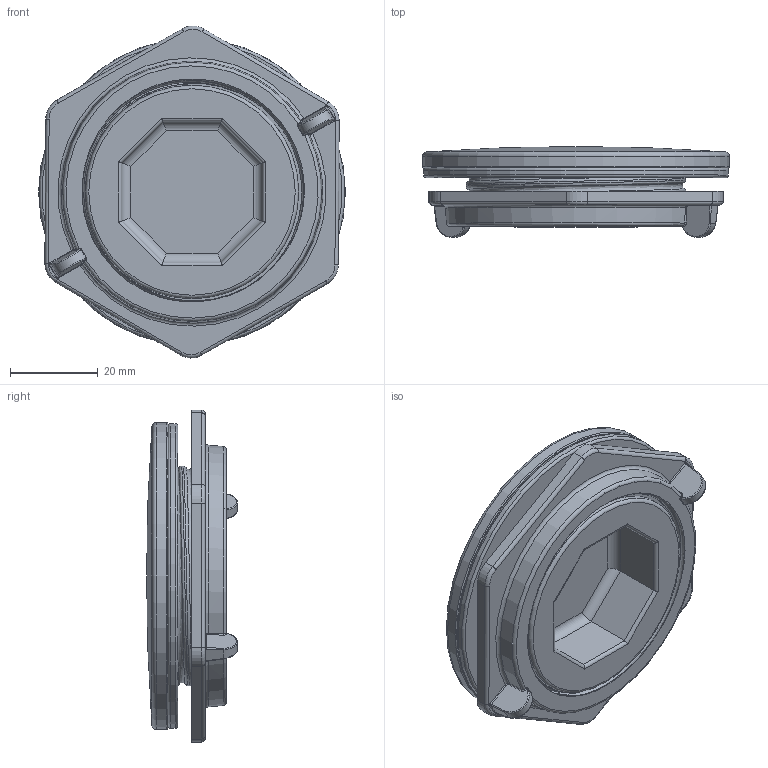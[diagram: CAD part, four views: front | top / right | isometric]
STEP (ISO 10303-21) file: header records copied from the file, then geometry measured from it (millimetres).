
FILE_DESCRIPTION (( 'STEP AP214' ), '1' );
FILE_NAME ('HPSERIES4.STEP', '2018-10-25T18:27:31', ( '' ), ( '' ), 'SwSTEP 2.0', 'SolidWorks 2018', '' );
FILE_SCHEMA (( 'AUTOMOTIVE_DESIGN' ));
Length unit declared in the file: inch
Products named in the file (1): HPSERIES4
Bounding box: 69.85 x 20.67 x 75.59 mm (x, y, z)
Volume: 43887.6 mm3; surface area: 23038.5 mm2
Topology: 3 solids, 3 shells, 151 faces, 350 edges, 205 vertices
Faces by surface type: cylinder 53, bspline 46, plane 32, torus 17, cone 2, sphere 1
Full cylindrical faces by diameter (mm): 48.514 x1, 50.038 x1, 69.596 x1, 69.85 x1
Entity records: 10437 total; most frequent: CARTESIAN_POINT 5526, ORIENTED_EDGE 662, DIRECTION 451, EDGE_CURVE 331, VERTEX_POINT 202, AXIS2_PLACEMENT_3D 178, EDGE_LOOP 171, FACE_OUTER_BOUND 162
